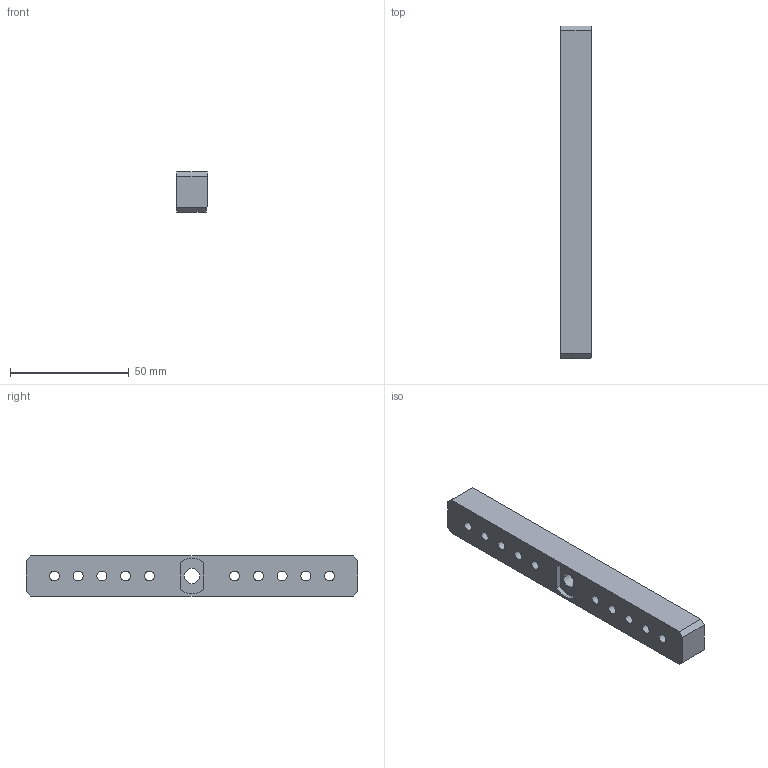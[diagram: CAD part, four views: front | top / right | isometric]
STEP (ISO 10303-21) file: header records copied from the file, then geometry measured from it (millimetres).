
FILE_DESCRIPTION((''),'2;1');
FILE_NAME('011_010','2023-01-16T08:02:02',('michi'),(''),'CREO PARAMETRIC BY PTC INC, 2020342','CREO PARAMETRIC BY PTC INC, 2020342','');
FILE_SCHEMA(('CONFIG_CONTROL_DESIGN'));
Length unit declared in the file: millimetre
Products named in the file (1): 011_010
Bounding box: 13 x 140 x 17 mm (x, y, z)
Volume: 27291.9 mm3; surface area: 10760 mm2
Topology: 1 solids, 1 shells, 141 faces, 374 edges, 236 vertices
Faces by surface type: plane 75, cylinder 66
Entity records: 4444 total; most frequent: DIRECTION 788, CARTESIAN_POINT 754, ORIENTED_EDGE 748, EDGE_CURVE 374, AXIS2_PLACEMENT_3D 274, VECTOR 240, LINE 240, VERTEX_POINT 236
